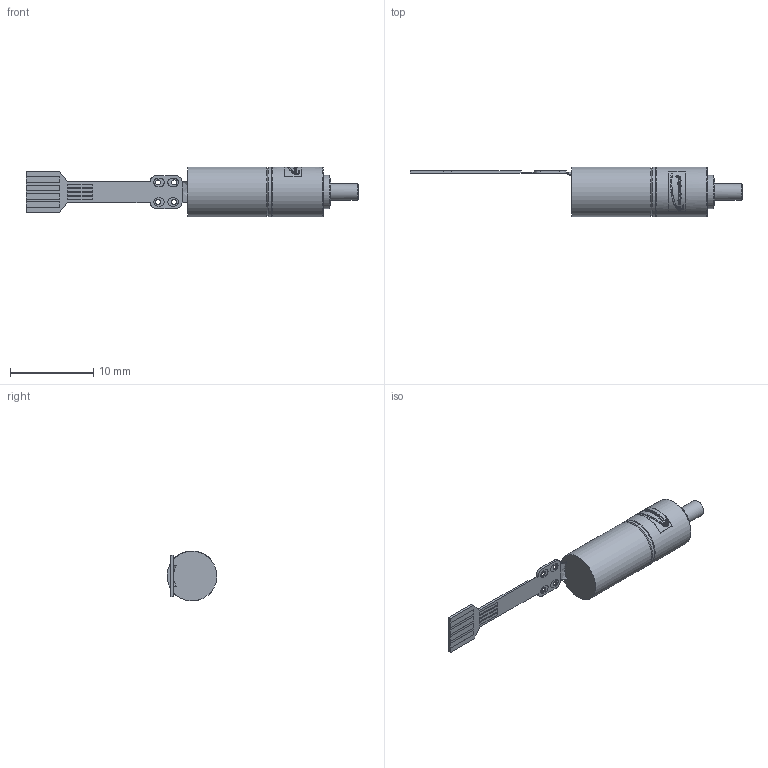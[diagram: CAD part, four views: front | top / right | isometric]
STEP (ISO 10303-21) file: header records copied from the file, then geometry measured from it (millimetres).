
FILE_DESCRIPTION(/* description */ (''),/* implementation_level */ '2;1');
FILE_NAME(/* name */ 'product_id221.stp',/* time_stamp */ '2017-08-11T16:01:37+02:00',/* author */ ('SD'),/* organization */ ('Micromotion GmbH Germany'),/* preprocessor_version */ 'ST-DEVELOPER v16.1',/* originating_system */ 'Autodesk Inventor 2016',/* authorisation */ '');
FILE_SCHEMA (('AUTOMOTIVE_DESIGN { 1 0 10303 214 3 1 1 }'));
Products named in the file (1): product_id221_Shrinkwrap_1
Bounding box: 40 x 6 x 6.01 mm (x, y, z)
Volume: 430.7 mm3; surface area: 897.6 mm2
Topology: 11 solids, 11 shells, 1046 faces, 2897 edges, 1916 vertices
Faces by surface type: bspline 679, plane 223, cylinder 90, torus 25, cone 20, sphere 9
Full cylindrical faces by diameter (mm): 0.6 x4, 1 x1, 1.5 x2, 1.9 x1, 2 x3, 2.25 x1, 2.652 x2, 2.666 x1, 3 x1, 3.2 x1, 3.348 x2, 4 x2, 4.5 x1, 4.7 x1, 4.8 x1, 5 x2, 5.1 x2, 5.5 x2, 6 x3
Entity records: 43311 total; most frequent: CARTESIAN_POINT 20258, ORIENTED_EDGE 5634, EDGE_CURVE 2793, DIRECTION 2517, VERTEX_POINT 1882, B_SPLINE_CURVE_WITH_KNOTS 1359, EDGE_LOOP 1191, LINE 1087
